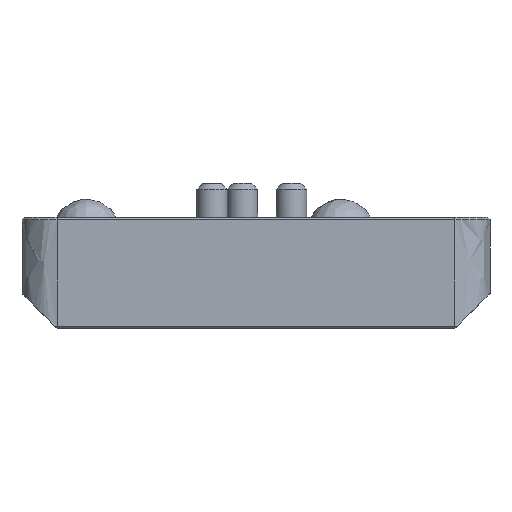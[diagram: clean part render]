
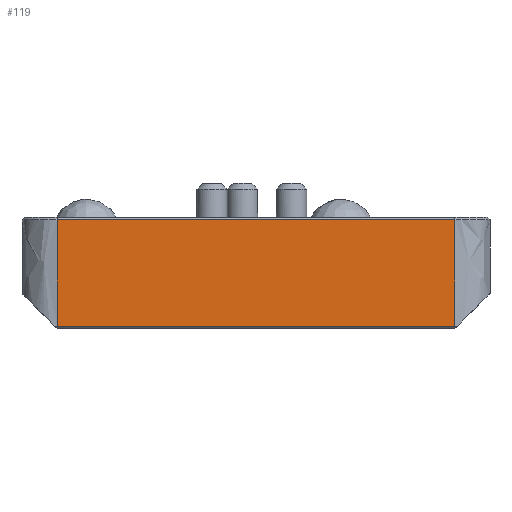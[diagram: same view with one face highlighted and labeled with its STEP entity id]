
A CAD part, front view. The second image highlights one B-rep face of the part: STEP entity #119.
In plain terms, the highlighted free-form (B-spline) face has degree [1, 1] with [2, 2] control points.
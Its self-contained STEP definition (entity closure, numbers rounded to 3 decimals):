
#71=CARTESIAN_POINT('',(-20.,-17.5,0.));
#72=CARTESIAN_POINT('',(-20.,-17.5,9.5));
#73=CARTESIAN_POINT('',(20.,-17.5,0.));
#74=CARTESIAN_POINT('',(20.,-17.5,9.5));
#75=B_SPLINE_SURFACE_WITH_KNOTS('',1,1,((#71,#72),(#73,#74)),.PLANE_SURF.,.F.,.F.,.U.,(2,2),(2,2),(0.,1.),(0.,1.),.UNSPECIFIED.);
#76=CARTESIAN_POINT('',(-17.,-17.5,9.3));
#77=VERTEX_POINT('',#76);
#78=CARTESIAN_POINT('',(17.,-17.5,9.3));
#79=VERTEX_POINT('',#78);
#80=CARTESIAN_POINT('',(-17.,-17.5,9.3));
#81=CARTESIAN_POINT('',(-16.835,-17.5,9.3));
#82=CARTESIAN_POINT('',(-16.381,-17.5,9.3));
#83=CARTESIAN_POINT('',(-15.658,-17.5,9.3));
#84=CARTESIAN_POINT('',(-14.357,-17.5,9.3));
#85=CARTESIAN_POINT('',(-11.37,-17.5,9.3));
#86=CARTESIAN_POINT('',(-6.167,-17.5,9.3));
#87=CARTESIAN_POINT('',(0.,-17.5,9.3));
#88=CARTESIAN_POINT('',(6.167,-17.5,9.3));
#89=CARTESIAN_POINT('',(11.37,-17.5,9.3));
#90=CARTESIAN_POINT('',(14.357,-17.5,9.3));
#91=CARTESIAN_POINT('',(15.658,-17.5,9.3));
#92=CARTESIAN_POINT('',(16.381,-17.5,9.3));
#93=CARTESIAN_POINT('',(16.835,-17.5,9.3));
#94=CARTESIAN_POINT('',(17.,-17.5,9.3));
#95=B_SPLINE_CURVE_WITH_KNOTS('',2,(#80,#81,#82,#83,#84,#85,#86,#87,#88,#89,#90,#91,#92,#93,#94),.UNSPECIFIED.,.F.,.U.,(3,1,1,1,1,1,1,1,1,1,1,1,1,3),(0.011,0.021,0.037,0.062,0.112,0.234,0.411,0.589,0.766,0.888,0.938,0.963,0.979,0.989),.UNSPECIFIED.);
#96=EDGE_CURVE('',#77,#79,#95,.T.);
#97=ORIENTED_EDGE('',*,*,#96,.F.);
#98=CARTESIAN_POINT('',(-17.,-17.5,0.2));
#99=VERTEX_POINT('',#98);
#100=CARTESIAN_POINT('',(-17.,-17.5,0.2));
#101=CARTESIAN_POINT('',(-17.,-17.5,9.3));
#102=B_SPLINE_CURVE_WITH_KNOTS('',1,(#100,#101),.POLYLINE_FORM.,.F.,.U.,(2,2),(0.02,0.95),.UNSPECIFIED.);
#103=EDGE_CURVE('',#99,#77,#102,.T.);
#104=ORIENTED_EDGE('',*,*,#103,.F.);
#105=CARTESIAN_POINT('',(17.,-17.5,0.2));
#106=VERTEX_POINT('',#105);
#107=CARTESIAN_POINT('',(-17.,-17.5,0.2));
#108=CARTESIAN_POINT('',(17.,-17.5,0.2));
#109=B_SPLINE_CURVE_WITH_KNOTS('',1,(#107,#108),.POLYLINE_FORM.,.F.,.U.,(2,2),(0.075,0.925),.UNSPECIFIED.);
#110=EDGE_CURVE('',#99,#106,#109,.T.);
#111=ORIENTED_EDGE('',*,*,#110,.T.);
#112=CARTESIAN_POINT('',(17.,-17.5,0.2));
#113=CARTESIAN_POINT('',(17.,-17.5,9.3));
#114=B_SPLINE_CURVE_WITH_KNOTS('',1,(#112,#113),.POLYLINE_FORM.,.F.,.U.,(2,2),(0.02,0.95),.UNSPECIFIED.);
#115=EDGE_CURVE('',#106,#79,#114,.T.);
#116=ORIENTED_EDGE('',*,*,#115,.T.);
#117=EDGE_LOOP('',(#97,#104,#111,#116));
#118=FACE_OUTER_BOUND('',#117,.T.);
#119=ADVANCED_FACE('',(#118),#75,.T.);
